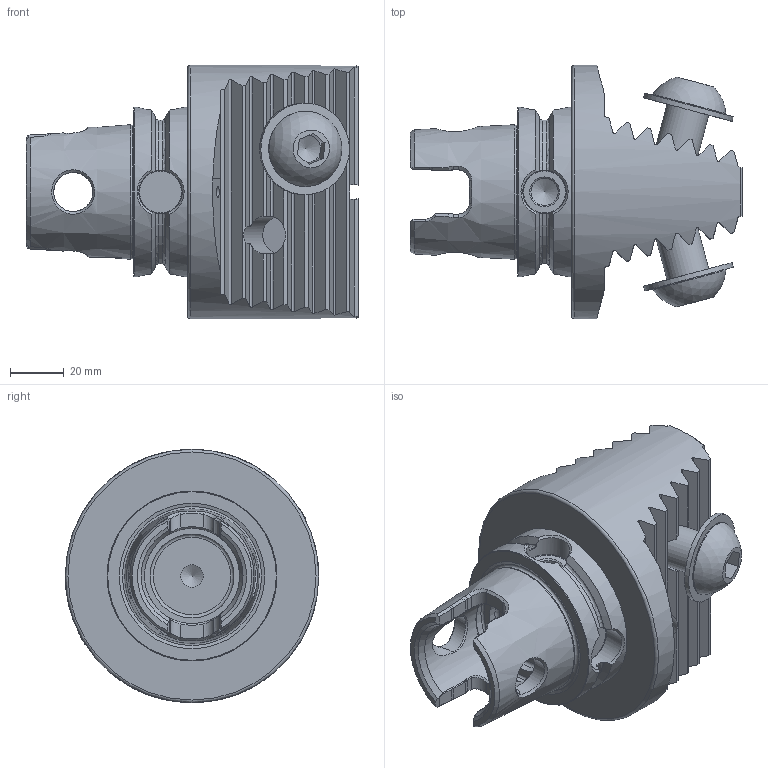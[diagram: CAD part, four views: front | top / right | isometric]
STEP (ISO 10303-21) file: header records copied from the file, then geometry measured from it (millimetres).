
FILE_DESCRIPTION (( 'STEP AP214' ), '1' );
FILE_NAME ('KU6.Z94.K23.150.STEP', '2020-08-14T11:20:14', ( '' ), ( '' ), 'SwSTEP 2.0', 'SolidWorks 2017', '' );
FILE_SCHEMA (( 'AUTOMOTIVE_DESIGN' ));
Length unit declared in the file: millimetre
Products named in the file (5): Z94-ER1.003.035_A_gespannt; Z94-ER1.002.035_A; KU6-Z94.K23.150_C; Z94-ER1.001.035; KU6.Z94.K23.150
Assembly tree (5 placements, depth 3):
  KU6.Z94.K23.150
    KU6-Z94.K23.150_C
    Z94-ER1.001.035  x2
      Z94-ER1.002.035_A
      Z94-ER1.003.035_A_gespannt
Bounding box: 123.15 x 94 x 94 mm (x, y, z)
Volume: 341908.9 mm3; surface area: 63301.5 mm2
Topology: 5 solids, 5 shells, 365 faces, 981 edges, 630 vertices
Faces by surface type: plane 166, cylinder 82, bspline 52, cone 42, torus 21, sphere 2
Full cylindrical faces by diameter (mm): 3.3 x1, 4.2 x4, 8.5 x1, 10.1 x1, 12.1 x1, 14 x2, 14.5 x2, 16 x2, 16.055 x4, 17 x2, 17.5 x2, 28 x2, 31.1 x1, 34 x2, 35.275 x1, 38.4 x1, 62.95 x2, 94 x1
Entity records: 15253 total; most frequent: CARTESIAN_POINT 7199, ORIENTED_EDGE 1680, DIRECTION 1092, EDGE_CURVE 840, VERTEX_POINT 567, AXIS2_PLACEMENT_3D 433, EDGE_LOOP 415, FACE_OUTER_BOUND 383
